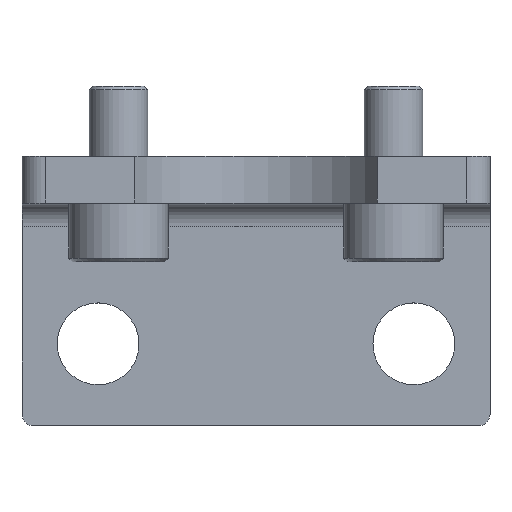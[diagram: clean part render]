
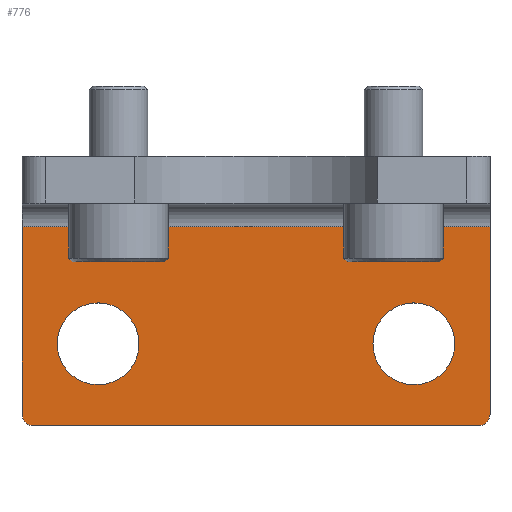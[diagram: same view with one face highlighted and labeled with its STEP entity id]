
A CAD part, top view. The second image highlights one B-rep face of the part: STEP entity #776.
In plain terms, the highlighted planar face has unit normal (0, 0, 1).
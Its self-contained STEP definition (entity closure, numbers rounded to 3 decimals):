
#52=FACE_BOUND('',#139,.T.);
#53=FACE_BOUND('',#140,.T.);
#62=PLANE('',#902);
#93=FACE_OUTER_BOUND('',#138,.T.);
#138=EDGE_LOOP('',(#588,#589,#590,#591,#592,#593));
#139=EDGE_LOOP('',(#594,#595));
#140=EDGE_LOOP('',(#596,#597));
#182=LINE('',#1248,#238);
#189=LINE('',#1269,#245);
#195=LINE('',#1290,#251);
#197=LINE('',#1294,#253);
#238=VECTOR('',#1011,10.);
#245=VECTOR('',#1030,10.);
#251=VECTOR('',#1050,10.);
#253=VECTOR('',#1056,10.);
#286=CIRCLE('',#870,3.5);
#287=CIRCLE('',#871,3.5);
#289=CIRCLE('',#874,3.5);
#290=CIRCLE('',#875,3.5);
#307=CIRCLE('',#900,1.);
#308=CIRCLE('',#903,1.);
#331=VERTEX_POINT('',#1202);
#332=VERTEX_POINT('',#1203);
#334=VERTEX_POINT('',#1210);
#335=VERTEX_POINT('',#1211);
#348=VERTEX_POINT('',#1245);
#349=VERTEX_POINT('',#1247);
#356=VERTEX_POINT('',#1265);
#363=VERTEX_POINT('',#1283);
#364=VERTEX_POINT('',#1284);
#365=VERTEX_POINT('',#1289);
#410=EDGE_CURVE('',#331,#332,#286,.T.);
#411=EDGE_CURVE('',#332,#331,#287,.T.);
#414=EDGE_CURVE('',#334,#335,#289,.T.);
#415=EDGE_CURVE('',#335,#334,#290,.T.);
#432=EDGE_CURVE('',#348,#349,#182,.T.);
#443=EDGE_CURVE('',#349,#356,#189,.T.);
#450=EDGE_CURVE('',#363,#364,#307,.T.);
#453=EDGE_CURVE('',#364,#365,#195,.T.);
#455=EDGE_CURVE('',#365,#348,#308,.T.);
#456=EDGE_CURVE('',#356,#363,#197,.T.);
#588=ORIENTED_EDGE('',*,*,#443,.F.);
#589=ORIENTED_EDGE('',*,*,#432,.F.);
#590=ORIENTED_EDGE('',*,*,#455,.F.);
#591=ORIENTED_EDGE('',*,*,#453,.F.);
#592=ORIENTED_EDGE('',*,*,#450,.F.);
#593=ORIENTED_EDGE('',*,*,#456,.F.);
#594=ORIENTED_EDGE('',*,*,#410,.T.);
#595=ORIENTED_EDGE('',*,*,#411,.T.);
#596=ORIENTED_EDGE('',*,*,#414,.T.);
#597=ORIENTED_EDGE('',*,*,#415,.T.);
#776=ADVANCED_FACE('',(#93,#52,#53),#62,.T.);
#870=AXIS2_PLACEMENT_3D('',#1204,#965,#966);
#871=AXIS2_PLACEMENT_3D('',#1205,#967,#968);
#874=AXIS2_PLACEMENT_3D('',#1212,#974,#975);
#875=AXIS2_PLACEMENT_3D('',#1213,#976,#977);
#900=AXIS2_PLACEMENT_3D('',#1285,#1044,#1045);
#902=AXIS2_PLACEMENT_3D('',#1292,#1052,#1053);
#903=AXIS2_PLACEMENT_3D('',#1293,#1054,#1055);
#965=DIRECTION('center_axis',(0.,0.,-1.));
#966=DIRECTION('ref_axis',(1.,0.,0.));
#967=DIRECTION('center_axis',(0.,0.,-1.));
#968=DIRECTION('ref_axis',(1.,0.,0.));
#974=DIRECTION('center_axis',(0.,0.,-1.));
#975=DIRECTION('ref_axis',(1.,0.,0.));
#976=DIRECTION('center_axis',(0.,0.,-1.));
#977=DIRECTION('ref_axis',(1.,0.,0.));
#1011=DIRECTION('',(0.,1.,0.));
#1030=DIRECTION('',(1.,0.,0.));
#1044=DIRECTION('center_axis',(0.,0.,-1.));
#1045=DIRECTION('ref_axis',(0.707,-0.707,0.));
#1050=DIRECTION('',(-1.,0.,0.));
#1052=DIRECTION('center_axis',(0.,0.,1.));
#1053=DIRECTION('ref_axis',(1.,0.,0.));
#1054=DIRECTION('center_axis',(0.,0.,-1.));
#1055=DIRECTION('ref_axis',(-0.707,-0.707,0.));
#1056=DIRECTION('',(0.,-1.,0.));
#1202=CARTESIAN_POINT('',(17.,-4.5,4.));
#1203=CARTESIAN_POINT('',(10.,-4.5,4.));
#1204=CARTESIAN_POINT('Origin',(13.5,-4.5,4.));
#1205=CARTESIAN_POINT('Origin',(13.5,-4.5,4.));
#1210=CARTESIAN_POINT('',(-10.,-4.5,4.));
#1211=CARTESIAN_POINT('',(-17.,-4.5,4.));
#1212=CARTESIAN_POINT('Origin',(-13.5,-4.5,4.));
#1213=CARTESIAN_POINT('Origin',(-13.5,-4.5,4.));
#1245=CARTESIAN_POINT('',(-20.,-10.5,4.));
#1247=CARTESIAN_POINT('',(-20.,5.5,4.));
#1248=CARTESIAN_POINT('',(-20.,-11.5,4.));
#1265=CARTESIAN_POINT('',(20.,5.5,4.));
#1269=CARTESIAN_POINT('',(0.,5.5,4.));
#1283=CARTESIAN_POINT('',(20.,-10.5,4.));
#1284=CARTESIAN_POINT('',(19.,-11.5,4.));
#1285=CARTESIAN_POINT('Origin',(19.,-10.5,4.));
#1289=CARTESIAN_POINT('',(-19.,-11.5,4.));
#1290=CARTESIAN_POINT('',(20.,-11.5,4.));
#1292=CARTESIAN_POINT('Origin',(0.,0.,4.));
#1293=CARTESIAN_POINT('Origin',(-19.,-10.5,4.));
#1294=CARTESIAN_POINT('',(20.,11.5,4.));
